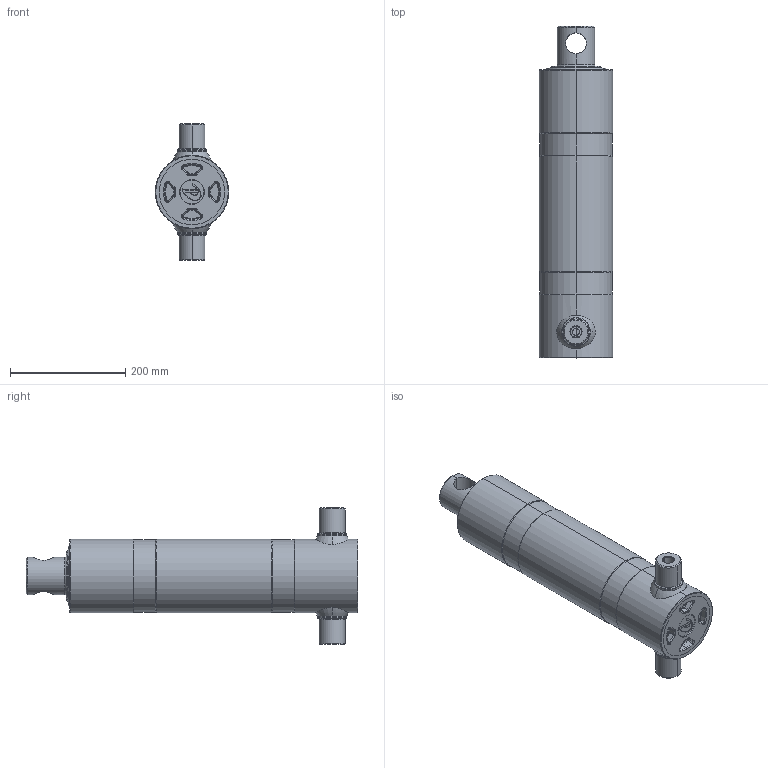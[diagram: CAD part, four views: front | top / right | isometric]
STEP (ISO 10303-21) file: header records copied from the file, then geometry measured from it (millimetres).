
FILE_DESCRIPTION (( 'STEP AP203' ), '1' );
FILE_NAME ('311.B.STEP', '2014-10-13T07:17:55', ( '' ), ( '' ), 'SwSTEP 2.0', 'SolidWorks 2013', '' );
FILE_SCHEMA (( 'CONFIG_CONTROL_DESIGN' ));
Length unit declared in the file: millimetre
Products named in the file (1): 311.B
Bounding box: 128 x 577 x 237 mm (x, y, z)
Surface area: 635246.5 mm2 (no closed solid volume)
Topology: 0 solids, 13 shells, 229 faces, 609 edges, 378 vertices
Faces by surface type: cone 66, cylinder 65, torus 62, plane 27, bspline 9
Entity records: 8926 total; most frequent: CARTESIAN_POINT 3159, DIRECTION 1349, ORIENTED_EDGE 1038, EDGE_CURVE 607, AXIS2_PLACEMENT_3D 576, VERTEX_POINT 378, CIRCLE 355, EDGE_LOOP 240
